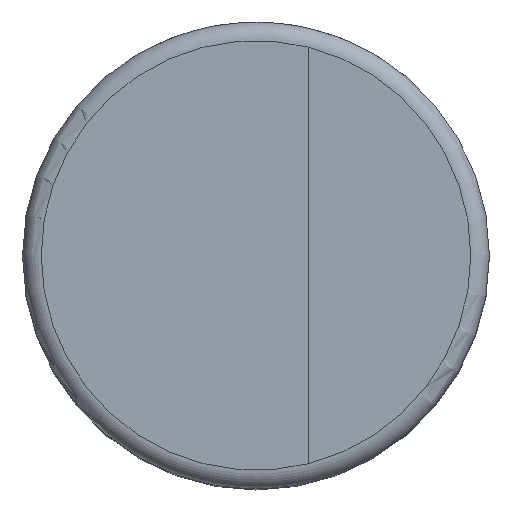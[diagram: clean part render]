
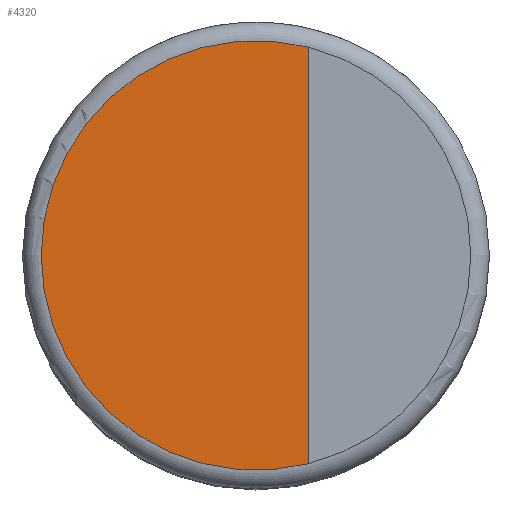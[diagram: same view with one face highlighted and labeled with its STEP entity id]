
A CAD part, top view. The second image highlights one B-rep face of the part: STEP entity #4320.
In plain terms, the highlighted planar face has unit normal (0, 0, 1).
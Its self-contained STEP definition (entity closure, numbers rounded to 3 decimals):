
#124=PLANE('',#4658);
#622=LINE('',#7346,#912);
#912=VECTOR('',#5112,1.);
#1195=FACE_OUTER_BOUND('',#1446,.T.);
#1446=EDGE_LOOP('',(#2996,#2997,#2998));
#1696=CIRCLE('',#4584,2.3);
#1700=CIRCLE('',#4588,2.3);
#1720=VERTEX_POINT('',#5836);
#1721=VERTEX_POINT('',#5837);
#1722=VERTEX_POINT('',#5839);
#2153=EDGE_CURVE('',#1722,#1720,#1696,.T.);
#2157=EDGE_CURVE('',#1721,#1722,#1700,.T.);
#2334=EDGE_CURVE('',#1720,#1721,#622,.T.);
#2996=ORIENTED_EDGE('',*,*,#2157,.T.);
#2997=ORIENTED_EDGE('',*,*,#2153,.T.);
#2998=ORIENTED_EDGE('',*,*,#2334,.T.);
#4320=ADVANCED_FACE('',(#1195),#124,.T.);
#4584=AXIS2_PLACEMENT_3D('',#5840,#4925,#4926);
#4588=AXIS2_PLACEMENT_3D('',#5846,#4933,#4934);
#4658=AXIS2_PLACEMENT_3D('',#7345,#5110,#5111);
#4925=DIRECTION('center_axis',(0.,0.,1.));
#4926=DIRECTION('ref_axis',(1.,0.,0.));
#4933=DIRECTION('center_axis',(0.,0.,1.));
#4934=DIRECTION('ref_axis',(1.,0.,0.));
#5110=DIRECTION('center_axis',(0.,0.,1.));
#5111=DIRECTION('ref_axis',(1.,0.,0.));
#5112=DIRECTION('',(0.,1.,0.));
#5836=CARTESIAN_POINT('',(0.561,-2.231,7.));
#5837=CARTESIAN_POINT('',(0.561,2.231,7.));
#5839=CARTESIAN_POINT('',(-2.3,0.,7.));
#5840=CARTESIAN_POINT('Origin',(0.,0.,7.));
#5846=CARTESIAN_POINT('Origin',(0.,0.,7.));
#7345=CARTESIAN_POINT('Origin',(0.,0.,7.));
#7346=CARTESIAN_POINT('',(0.561,0.,7.));
